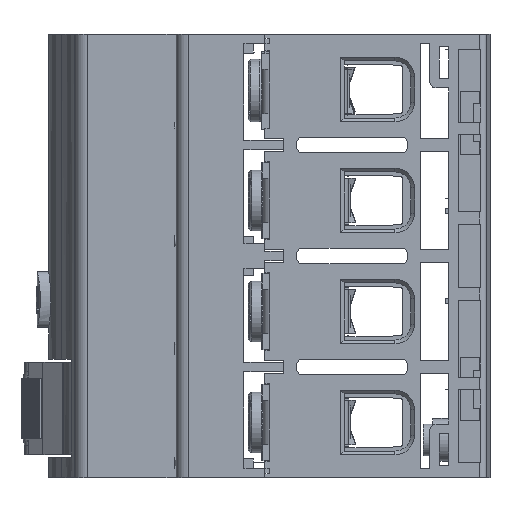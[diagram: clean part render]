
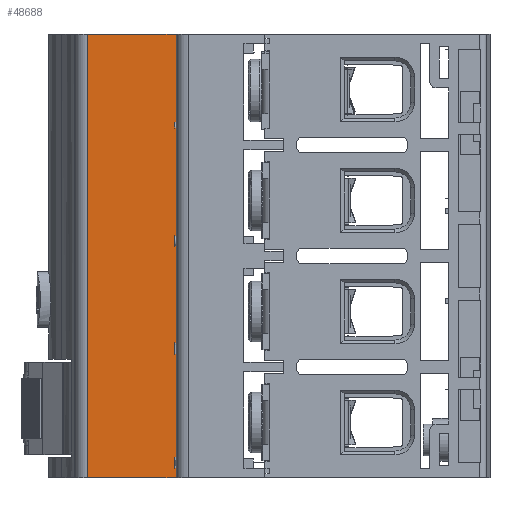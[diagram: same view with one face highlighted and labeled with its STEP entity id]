
A CAD part, left-side view. The second image highlights one B-rep face of the part: STEP entity #48688.
In plain terms, the highlighted planar face has unit normal (-1, 0, 0).
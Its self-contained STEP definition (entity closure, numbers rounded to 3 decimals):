
#29582 = DIRECTION ( 'NONE',  ( 0., 1., 0. ) ) ;
#29583 = DIRECTION ( 'NONE',  ( 1., 0., 0. ) ) ;
#29584 = CARTESIAN_POINT ( 'NONE',  ( -12.887, 44.266, 45.309 ) ) ;
#29591 = LINE ( 'NONE', #29598, #29699 ) ;
#29592 = PLANE ( 'NONE',  #29646 ) ;
#29598 = CARTESIAN_POINT ( 'NONE',  ( -12.887, 42.266, 45.309 ) ) ;
#29627 = DIRECTION ( 'NONE',  ( 0., -1., 0. ) ) ;
#29628 = VECTOR ( 'NONE', #29627, 1000. ) ;
#29640 = DIRECTION ( 'NONE',  ( 0., 0., -1. ) ) ;
#29646 = AXIS2_PLACEMENT_3D ( 'NONE', #29584, #29583, #29582 ) ;
#29649 = FACE_OUTER_BOUND ( 'NONE', #48821, .T. ) ;
#29690 = LINE ( 'NONE', #29698, #29628 ) ;
#29694 = DIRECTION ( 'NONE',  ( 0., -1., 0. ) ) ;
#29695 = VECTOR ( 'NONE', #29694, 1000. ) ;
#29696 = CARTESIAN_POINT ( 'NONE',  ( -12.887, 44.266, 45.309 ) ) ;
#29697 = LINE ( 'NONE', #29696, #29695 ) ;
#29698 = CARTESIAN_POINT ( 'NONE',  ( -12.887, 44.266, -24.691 ) ) ;
#29699 = VECTOR ( 'NONE', #29640, 1000. ) ;
#29732 = CARTESIAN_POINT ( 'NONE',  ( -12.887, 42.266, -24.691 ) ) ;
#29952 = DIRECTION ( 'NONE',  ( 0., 0., -1. ) ) ;
#29954 = VECTOR ( 'NONE', #29952, 1000. ) ;
#29956 = LINE ( 'NONE', #30339, #29954 ) ;
#30137 = CARTESIAN_POINT ( 'NONE',  ( -12.887, 28.266, 45.309 ) ) ;
#30150 = CARTESIAN_POINT ( 'NONE',  ( -12.887, 28.266, -24.691 ) ) ;
#30168 = CARTESIAN_POINT ( 'NONE',  ( -12.887, 42.266, 45.309 ) ) ;
#30339 = CARTESIAN_POINT ( 'NONE',  ( -12.887, 28.266, 45.309 ) ) ;
#48688 = ADVANCED_FACE ( 'NONE', ( #29649 ), #29592, .F. ) ;
#48690 = ORIENTED_EDGE ( 'NONE', *, *, #48692, .F. ) ;
#48691 = EDGE_CURVE ( 'NONE', #48852, #48710, #29591, .T. ) ;
#48692 = EDGE_CURVE ( 'NONE', #48852, #48851, #29697, .T. ) ;
#48698 = ORIENTED_EDGE ( 'NONE', *, *, #48691, .T. ) ;
#48699 = EDGE_CURVE ( 'NONE', #48710, #48848, #29690, .T. ) ;
#48710 = VERTEX_POINT ( 'NONE', #29732 ) ;
#48821 = EDGE_LOOP ( 'NONE', ( #48690, #48698, #48823, #48825 ) ) ;
#48823 = ORIENTED_EDGE ( 'NONE', *, *, #48699, .T. ) ;
#48824 = EDGE_CURVE ( 'NONE', #48851, #48848, #29956, .T. ) ;
#48825 = ORIENTED_EDGE ( 'NONE', *, *, #48824, .F. ) ;
#48848 = VERTEX_POINT ( 'NONE', #30150 ) ;
#48851 = VERTEX_POINT ( 'NONE', #30137 ) ;
#48852 = VERTEX_POINT ( 'NONE', #30168 ) ;
